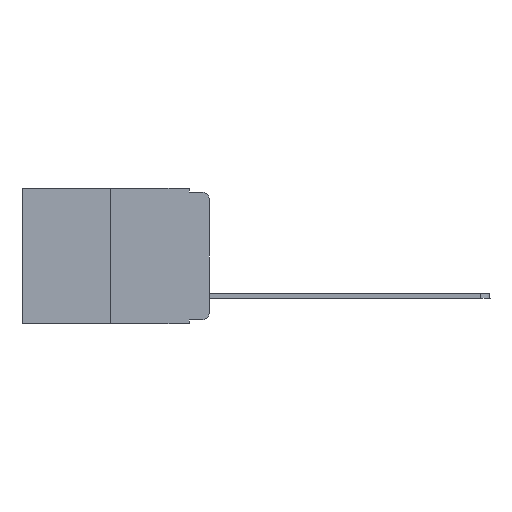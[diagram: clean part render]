
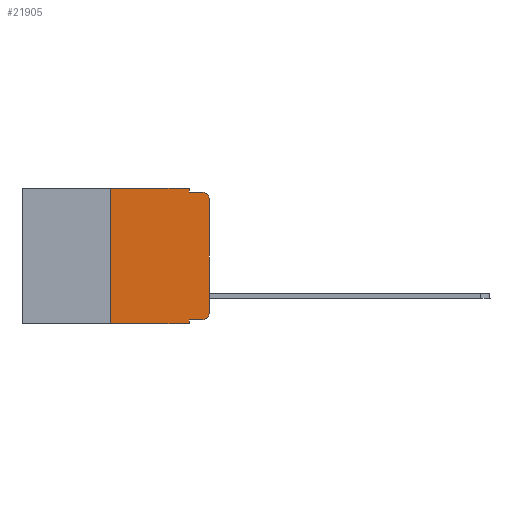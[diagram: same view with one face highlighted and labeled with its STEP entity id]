
A CAD part, left-side view. The second image highlights one B-rep face of the part: STEP entity #21905.
In plain terms, the highlighted planar face has unit normal (-1, 0, 0).
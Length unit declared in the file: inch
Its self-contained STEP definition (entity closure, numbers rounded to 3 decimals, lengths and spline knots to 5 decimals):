
#105 = CARTESIAN_POINT ( 'NONE',  ( 0., 0., -0.313 ) ) ;
#364 = VERTEX_POINT ( 'NONE', #9339 ) ;
#706 = CARTESIAN_POINT ( 'NONE',  ( 0., 0.473, 0. ) ) ;
#776 = CIRCLE ( 'NONE', #17225, 0.02 ) ;
#962 = ORIENTED_EDGE ( 'NONE', *, *, #14351, .F. ) ;
#1465 = LINE ( 'NONE', #8253, #19591 ) ;
#1884 = CARTESIAN_POINT ( 'NONE',  ( 0., 0.02, -0.03 ) ) ;
#2276 = VECTOR ( 'NONE', #4109, 39.37008 ) ;
#2726 = VERTEX_POINT ( 'NONE', #18533 ) ;
#3466 = VERTEX_POINT ( 'NONE', #11384 ) ;
#3646 = CARTESIAN_POINT ( 'NONE',  ( 0., 0.051, -0.343 ) ) ;
#4109 = DIRECTION ( 'NONE',  ( 0., 0., -1. ) ) ;
#4283 = CARTESIAN_POINT ( 'NONE',  ( 0., 0.25, -0.343 ) ) ;
#4379 = VERTEX_POINT ( 'NONE', #12365 ) ;
#4431 = ORIENTED_EDGE ( 'NONE', *, *, #20797, .F. ) ;
#4434 = EDGE_CURVE ( 'NONE', #7757, #18992, #7657, .T. ) ;
#4660 = DIRECTION ( 'NONE',  ( -1., 0., 0. ) ) ;
#4661 = EDGE_CURVE ( 'NONE', #12999, #3466, #22729, .T. ) ;
#4747 = LINE ( 'NONE', #20083, #2276 ) ;
#5004 = AXIS2_PLACEMENT_3D ( 'NONE', #6374, #4660, #15421 ) ;
#5413 = CARTESIAN_POINT ( 'NONE',  ( 0., 0.02, -0.333 ) ) ;
#5745 = CARTESIAN_POINT ( 'NONE',  ( 0., 0., 0. ) ) ;
#5944 = ORIENTED_EDGE ( 'NONE', *, *, #9164, .T. ) ;
#6253 = VECTOR ( 'NONE', #12714, 39.37008 ) ;
#6342 = VECTOR ( 'NONE', #15717, 39.37008 ) ;
#6374 = CARTESIAN_POINT ( 'NONE',  ( 0., 0.02, -0.313 ) ) ;
#6490 = VECTOR ( 'NONE', #18128, 39.37008 ) ;
#7657 = CIRCLE ( 'NONE', #5004, 0.02 ) ;
#7682 = EDGE_LOOP ( 'NONE', ( #18695, #21270, #16545, #12892, #962, #4431, #5944, #10872, #19923, #15943 ) ) ;
#7712 = VERTEX_POINT ( 'NONE', #3646 ) ;
#7757 = VERTEX_POINT ( 'NONE', #5413 ) ;
#7855 = CARTESIAN_POINT ( 'NONE',  ( 0., 0.051, -0.333 ) ) ;
#8253 = CARTESIAN_POINT ( 'NONE',  ( 0., 0.25, 0. ) ) ;
#9164 = EDGE_CURVE ( 'NONE', #19244, #7712, #15147, .T. ) ;
#9339 = CARTESIAN_POINT ( 'NONE',  ( 0., 0.25, 0. ) ) ;
#9348 = CARTESIAN_POINT ( 'NONE',  ( 0., 0.051, 0. ) ) ;
#9729 = DIRECTION ( 'NONE',  ( 0., -1., 0. ) ) ;
#10215 = DIRECTION ( 'NONE',  ( 1., 0., 0. ) ) ;
#10277 = EDGE_CURVE ( 'NONE', #2726, #7757, #19998, .T. ) ;
#10285 = AXIS2_PLACEMENT_3D ( 'NONE', #706, #10215, #17803 ) ;
#10745 = DIRECTION ( 'NONE',  ( 0., 0., -1. ) ) ;
#10861 = DIRECTION ( 'NONE',  ( 0., -1., 0. ) ) ;
#10872 = ORIENTED_EDGE ( 'NONE', *, *, #21333, .F. ) ;
#10896 = EDGE_CURVE ( 'NONE', #17719, #12999, #21599, .T. ) ;
#11221 = CARTESIAN_POINT ( 'NONE',  ( 0., 0.051, -0.01 ) ) ;
#11384 = CARTESIAN_POINT ( 'NONE',  ( 0., 0.02, -0.01 ) ) ;
#12365 = CARTESIAN_POINT ( 'NONE',  ( 0., 0., -0.03 ) ) ;
#12714 = DIRECTION ( 'NONE',  ( 0., 0., -1. ) ) ;
#12892 = ORIENTED_EDGE ( 'NONE', *, *, #10896, .F. ) ;
#12999 = VERTEX_POINT ( 'NONE', #11221 ) ;
#13374 = DIRECTION ( 'NONE',  ( 0., -1., 0. ) ) ;
#14031 = VECTOR ( 'NONE', #13374, 39.37008 ) ;
#14351 = EDGE_CURVE ( 'NONE', #364, #17719, #17039, .T. ) ;
#15010 = EDGE_CURVE ( 'NONE', #4379, #3466, #776, .T. ) ;
#15147 = LINE ( 'NONE', #16917, #14031 ) ;
#15163 = FACE_OUTER_BOUND ( 'NONE', #7682, .T. ) ;
#15421 = DIRECTION ( 'NONE',  ( 0., 0., -1. ) ) ;
#15717 = DIRECTION ( 'NONE',  ( 0., -1., 0. ) ) ;
#15943 = ORIENTED_EDGE ( 'NONE', *, *, #4434, .T. ) ;
#16070 = LINE ( 'NONE', #5745, #6490 ) ;
#16173 = PLANE ( 'NONE',  #10285 ) ;
#16545 = ORIENTED_EDGE ( 'NONE', *, *, #4661, .F. ) ;
#16917 = CARTESIAN_POINT ( 'NONE',  ( 0., 0.473, -0.343 ) ) ;
#17039 = LINE ( 'NONE', #21231, #6342 ) ;
#17225 = AXIS2_PLACEMENT_3D ( 'NONE', #1884, #21232, #10745 ) ;
#17719 = VERTEX_POINT ( 'NONE', #20945 ) ;
#17803 = DIRECTION ( 'NONE',  ( 0., 0., -1. ) ) ;
#17812 = VECTOR ( 'NONE', #9729, 39.37008 ) ;
#18128 = DIRECTION ( 'NONE',  ( 0., 0., 1. ) ) ;
#18533 = CARTESIAN_POINT ( 'NONE',  ( 0., 0.051, -0.333 ) ) ;
#18695 = ORIENTED_EDGE ( 'NONE', *, *, #20109, .T. ) ;
#18916 = DIRECTION ( 'NONE',  ( 0., 0., 1. ) ) ;
#18992 = VERTEX_POINT ( 'NONE', #105 ) ;
#19244 = VERTEX_POINT ( 'NONE', #4283 ) ;
#19429 = VECTOR ( 'NONE', #10861, 39.37008 ) ;
#19591 = VECTOR ( 'NONE', #18916, 39.37008 ) ;
#19923 = ORIENTED_EDGE ( 'NONE', *, *, #10277, .T. ) ;
#19998 = LINE ( 'NONE', #7855, #17812 ) ;
#20083 = CARTESIAN_POINT ( 'NONE',  ( 0., 0.051, 0. ) ) ;
#20109 = EDGE_CURVE ( 'NONE', #18992, #4379, #16070, .T. ) ;
#20797 = EDGE_CURVE ( 'NONE', #19244, #364, #1465, .T. ) ;
#20945 = CARTESIAN_POINT ( 'NONE',  ( 0., 0.051, 0. ) ) ;
#21231 = CARTESIAN_POINT ( 'NONE',  ( 0., 0.473, 0. ) ) ;
#21232 = DIRECTION ( 'NONE',  ( -1., 0., 0. ) ) ;
#21270 = ORIENTED_EDGE ( 'NONE', *, *, #15010, .T. ) ;
#21333 = EDGE_CURVE ( 'NONE', #2726, #7712, #4747, .T. ) ;
#21357 = CARTESIAN_POINT ( 'NONE',  ( 0., 0.051, -0.01 ) ) ;
#21599 = LINE ( 'NONE', #9348, #6253 ) ;
#21905 = ADVANCED_FACE ( 'NONE', ( #15163 ), #16173, .F. ) ;
#22729 = LINE ( 'NONE', #21357, #19429 ) ;
